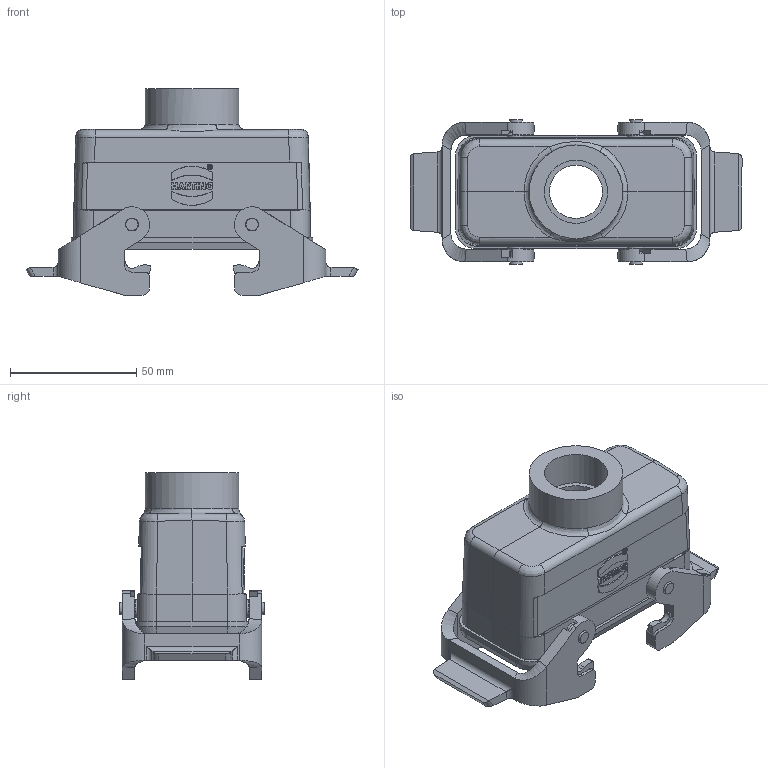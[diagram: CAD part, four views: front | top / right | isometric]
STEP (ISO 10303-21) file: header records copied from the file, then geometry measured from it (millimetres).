
FILE_DESCRIPTION(/* description */ (''),/* implementation_level */ '2;1');
FILE_NAME(/* name */ '100700553ugm000_d.stp',/* time_stamp */ '2021-08-27T08:44:11+02:00',/* author */ (''),/* organization */ (''),/* preprocessor_version */ 'ST-DEVELOPER v16.7',/* originating_system */ 'SIEMENS PLM Software NX 1911',/* authorisation */ '');
FILE_SCHEMA (('AUTOMOTIVE_DESIGN { 1 0 10303 214 3 1 1 1 }'));
Length unit declared in the file: millimetre
Products named in the file (1): 100700553ugm000_d
Bounding box: 131.28 x 57 x 81.7 mm (x, y, z)
Volume: 79155.4 mm3; surface area: 47601.3 mm2
Topology: 3 solids, 3 shells, 439 faces, 1167 edges, 755 vertices
Faces by surface type: plane 267, cylinder 123, bspline 35, cone 14
Full cylindrical faces by diameter (mm): 3 x4, 4.8 x4, 5.13 x4, 7 x4, 21 x1, 25 x1, 37 x1
Entity records: 17702 total; most frequent: CARTESIAN_POINT 4789, ORIENTED_EDGE 2246, DIRECTION 2106, EDGE_CURVE 1123, LINE 748, VECTOR 748, VERTEX_POINT 742, AXIS2_PLACEMENT_3D 679
